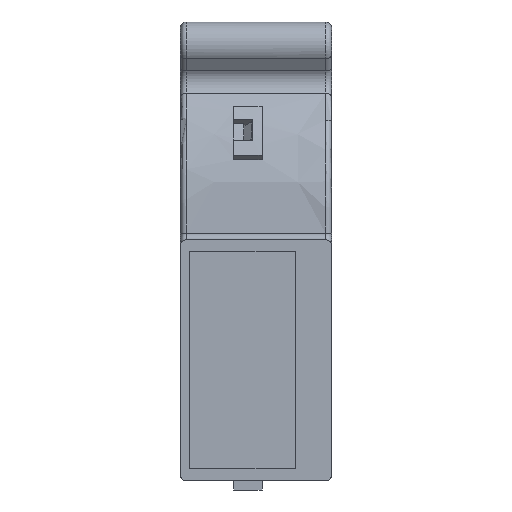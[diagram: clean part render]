
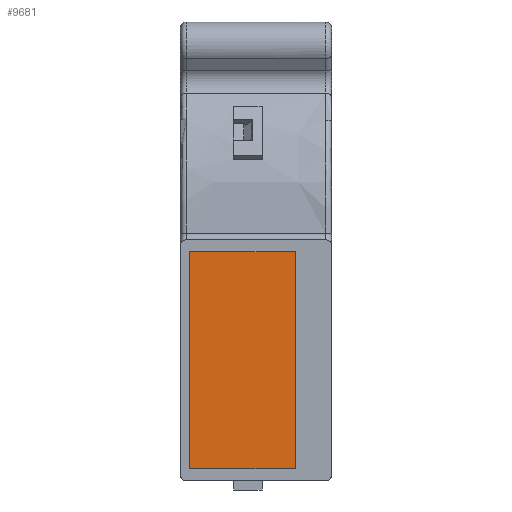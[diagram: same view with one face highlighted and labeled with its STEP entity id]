
A CAD part, left-side view. The second image highlights one B-rep face of the part: STEP entity #9681.
In plain terms, the highlighted planar face has unit normal (-1, 0, 0).
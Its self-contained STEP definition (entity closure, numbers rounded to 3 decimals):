
#2290=DIRECTION('',(0.,-1.,0.));
#2291=VECTOR('',#2290,17.5);
#2292=CARTESIAN_POINT('',(-35.85,23.5,-39.15));
#2293=LINE('',#2292,#2291);
#2298=DIRECTION('',(0.,-1.,0.));
#2299=VECTOR('',#2298,17.5);
#2300=CARTESIAN_POINT('',(-35.85,23.5,-3.25));
#2301=LINE('',#2300,#2299);
#2302=DIRECTION('',(0.,0.,-1.));
#2303=VECTOR('',#2302,35.9);
#2304=CARTESIAN_POINT('',(-35.85,23.5,-3.25));
#2305=LINE('',#2304,#2303);
#2318=DIRECTION('',(0.,0.,1.));
#2319=VECTOR('',#2318,35.9);
#2320=CARTESIAN_POINT('',(-35.85,6.,-39.15));
#2321=LINE('',#2320,#2319);
#6385=CARTESIAN_POINT('',(-35.85,23.5,-39.15));
#6386=CARTESIAN_POINT('',(-35.85,6.,-39.15));
#6387=VERTEX_POINT('',#6385);
#6388=VERTEX_POINT('',#6386);
#6389=CARTESIAN_POINT('',(-35.85,23.5,-3.25));
#6390=VERTEX_POINT('',#6389);
#6391=CARTESIAN_POINT('',(-35.85,6.,-3.25));
#6392=VERTEX_POINT('',#6391);
#9667=CARTESIAN_POINT('',(-35.85,3.,-40.15));
#9668=DIRECTION('',(-1.,0.,0.));
#9669=DIRECTION('',(0.,0.,1.));
#9670=AXIS2_PLACEMENT_3D('',#9667,#9668,#9669);
#9671=PLANE('',#9670);
#9672=ORIENTED_EDGE('',*,*,#9657,.F.);
#9674=ORIENTED_EDGE('',*,*,#9673,.F.);
#9676=ORIENTED_EDGE('',*,*,#9675,.T.);
#9678=ORIENTED_EDGE('',*,*,#9677,.F.);
#9679=EDGE_LOOP('',(#9672,#9674,#9676,#9678));
#9680=FACE_OUTER_BOUND('',#9679,.F.);
#9681=ADVANCED_FACE('',(#9680),#9671,.T.);
#9657=EDGE_CURVE('',#6387,#6388,#2293,.T.);
#9673=EDGE_CURVE('',#6390,#6387,#2305,.T.);
#9675=EDGE_CURVE('',#6390,#6392,#2301,.T.);
#9677=EDGE_CURVE('',#6388,#6392,#2321,.T.);
